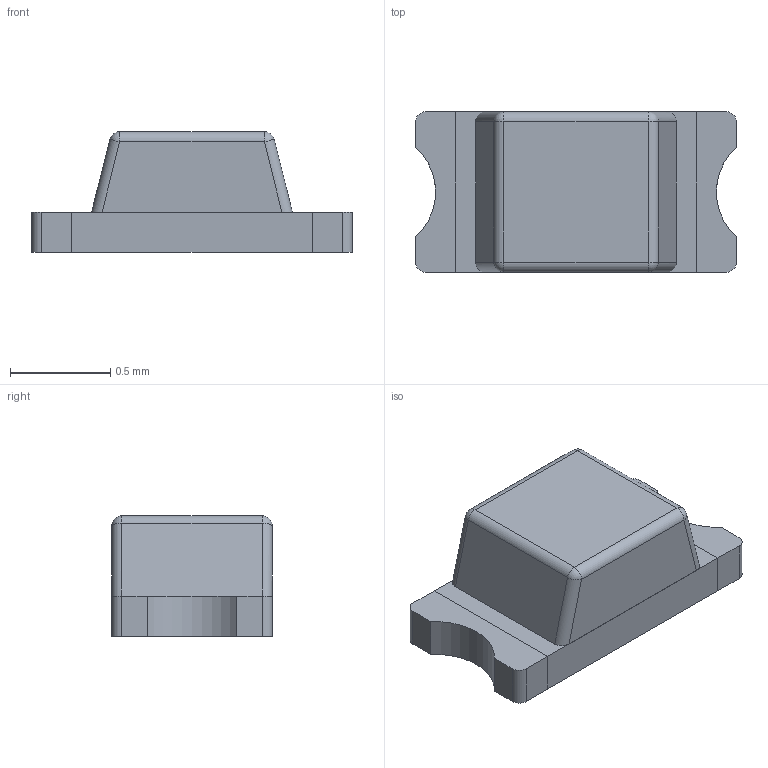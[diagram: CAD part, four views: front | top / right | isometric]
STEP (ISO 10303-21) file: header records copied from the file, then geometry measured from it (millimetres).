
FILE_DESCRIPTION(/* description */ (''),/* implementation_level */ '2;1');
FILE_NAME(/* name */ 'LED_0603_KT-0603R.step',/* time_stamp */ '2020-10-22T10:40:52+01:00',/* author */ (''),/* organization */ (''),/* preprocessor_version */ 'ST-DEVELOPER v18.1',/* originating_system */ 'Autodesk Translation Framework v9.3.0.1241',/* authorisation */ '');
FILE_SCHEMA (('AUTOMOTIVE_DESIGN { 1 0 10303 214 3 1 1 }'));
Length unit declared in the file: millimetre
Products named in the file (2): LED_0603_KT-0603R; LED_0603
Assembly tree (1 placements, depth 2):
  LED_0603_KT-0603R
    LED_0603
Bounding box: 1.6 x 0.8 x 0.6 mm (x, y, z)
Volume: 0.5 mm3; surface area: 6.8 mm2
Topology: 4 solids, 4 shells, 44 faces, 96 edges, 60 vertices
Faces by surface type: plane 26, cylinder 14, sphere 4
Entity records: 1256 total; most frequent: DIRECTION 218, CARTESIAN_POINT 203, ORIENTED_EDGE 192, EDGE_CURVE 96, AXIS2_PLACEMENT_3D 75, LINE 68, VECTOR 68, VERTEX_POINT 60
